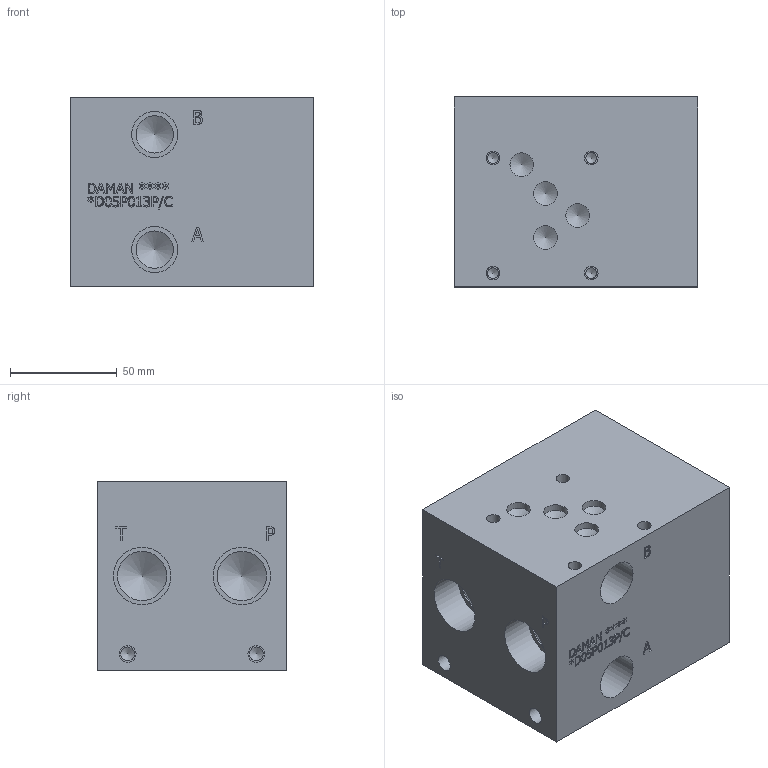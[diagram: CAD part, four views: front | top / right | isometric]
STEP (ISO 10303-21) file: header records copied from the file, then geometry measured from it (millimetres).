
FILE_DESCRIPTION(/* description */ (''),/* implementation_level */ '2;1');
FILE_NAME(/* name */ '_D05P013P_C.stp',/* time_stamp */ '2020-03-11T13:03:13-04:00',/* author */ ('devonn'),/* organization */ (''),/* preprocessor_version */ 'ST-DEVELOPER v17',/* originating_system */ 'Autodesk Inventor 2019',/* authorisation */ '');
FILE_SCHEMA (('AUTOMOTIVE_DESIGN { 1 0 10303 214 3 1 1 }'));
Length unit declared in the file: millimetre
Products named in the file (1): Part_AD05P013P~C.C06479R4_3D
Bounding box: 114.3 x 88.9 x 88.9 mm (x, y, z)
Volume: 830157.1 mm3; surface area: 71121.9 mm2
Topology: 1 solids, 1 shells, 506 faces, 1384 edges, 935 vertices
Faces by surface type: plane 310, bspline 135, cylinder 38, cone 23
Full cylindrical faces by diameter (mm): 5.105 x4, 6.35 x4, 6.528 x4, 7.925 x4, 11.113 x2, 11.125 x2, 14.29 x1, 15.9 x1, 17.475 x2, 20.62 x1, 21.59 x2, 22.23 x1, 22.54 x1, 23.012 x4, 26.924 x4, 30.16 x1
Entity records: 17029 total; most frequent: CARTESIAN_POINT 4562, ORIENTED_EDGE 2730, DIRECTION 1979, EDGE_CURVE 1365, LINE 955, VECTOR 955, VERTEX_POINT 935, EDGE_LOOP 580
